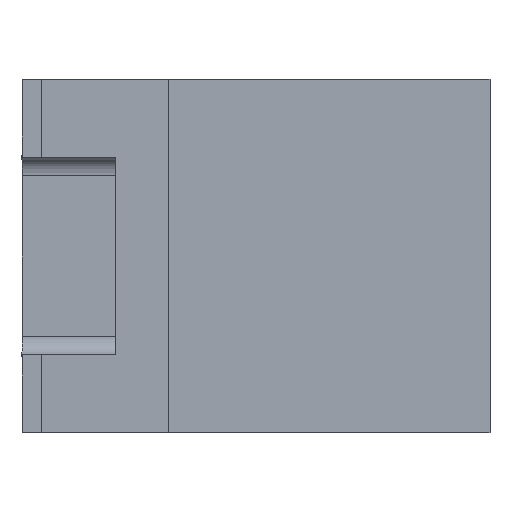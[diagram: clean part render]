
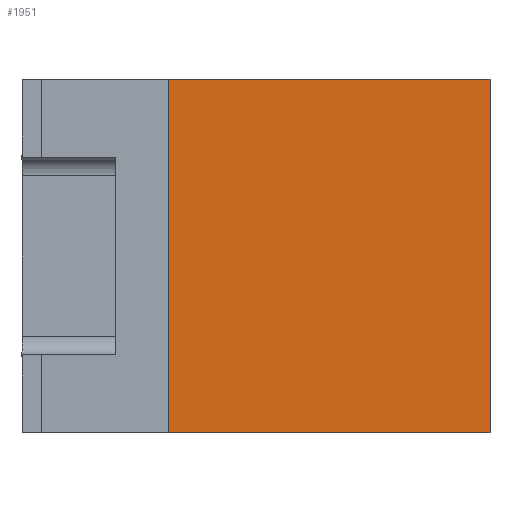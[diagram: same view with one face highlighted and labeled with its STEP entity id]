
A CAD part, front view. The second image highlights one B-rep face of the part: STEP entity #1951.
In plain terms, the highlighted planar face has unit normal (0, -1, 0).
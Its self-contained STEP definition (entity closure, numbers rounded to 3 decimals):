
#113 = VECTOR ( 'NONE', #546, 1000. ) ;
#141 = CARTESIAN_POINT ( 'NONE',  ( 0., 24.377, 28.6 ) ) ;
#190 = CARTESIAN_POINT ( 'NONE',  ( 11.321, 24.377, 0. ) ) ;
#313 = ORIENTED_EDGE ( 'NONE', *, *, #1144, .T. ) ;
#427 = VECTOR ( 'NONE', #2013, 1000. ) ;
#440 = LINE ( 'NONE', #963, #1562 ) ;
#452 = CARTESIAN_POINT ( 'NONE',  ( 11.321, 24.377, 28.6 ) ) ;
#460 = ORIENTED_EDGE ( 'NONE', *, *, #1360, .T. ) ;
#537 = LINE ( 'NONE', #873, #113 ) ;
#546 = DIRECTION ( 'NONE',  ( 0., 0., -1. ) ) ;
#654 = VERTEX_POINT ( 'NONE', #1433 ) ;
#806 = PLANE ( 'NONE',  #1003 ) ;
#873 = CARTESIAN_POINT ( 'NONE',  ( 11.321, 24.377, 28.6 ) ) ;
#963 = CARTESIAN_POINT ( 'NONE',  ( 0., 24.377, 28.6 ) ) ;
#965 = FACE_OUTER_BOUND ( 'NONE', #1336, .T. ) ;
#1003 = AXIS2_PLACEMENT_3D ( 'NONE', #141, #1116, #1260 ) ;
#1059 = EDGE_CURVE ( 'NONE', #1866, #1339, #1079, .T. ) ;
#1079 = LINE ( 'NONE', #1851, #1722 ) ;
#1116 = DIRECTION ( 'NONE',  ( 0., -1., 0. ) ) ;
#1144 = EDGE_CURVE ( 'NONE', #654, #1339, #1439, .T. ) ;
#1158 = VERTEX_POINT ( 'NONE', #452 ) ;
#1260 = DIRECTION ( 'NONE',  ( 0., 0., -1. ) ) ;
#1262 = ORIENTED_EDGE ( 'NONE', *, *, #1059, .F. ) ;
#1336 = EDGE_LOOP ( 'NONE', ( #1262, #1417, #460, #313 ) ) ;
#1339 = VERTEX_POINT ( 'NONE', #1604 ) ;
#1360 = EDGE_CURVE ( 'NONE', #1158, #654, #440, .T. ) ;
#1417 = ORIENTED_EDGE ( 'NONE', *, *, #1635, .F. ) ;
#1433 = CARTESIAN_POINT ( 'NONE',  ( -14.679, 24.377, 28.6 ) ) ;
#1439 = LINE ( 'NONE', #1695, #427 ) ;
#1562 = VECTOR ( 'NONE', #1918, 1000. ) ;
#1604 = CARTESIAN_POINT ( 'NONE',  ( -14.679, 24.377, 0. ) ) ;
#1635 = EDGE_CURVE ( 'NONE', #1158, #1866, #537, .T. ) ;
#1695 = CARTESIAN_POINT ( 'NONE',  ( -14.679, 24.377, 28.6 ) ) ;
#1722 = VECTOR ( 'NONE', #2002, 1000. ) ;
#1851 = CARTESIAN_POINT ( 'NONE',  ( 0., 24.377, 0. ) ) ;
#1866 = VERTEX_POINT ( 'NONE', #190 ) ;
#1918 = DIRECTION ( 'NONE',  ( -1., 0., 0. ) ) ;
#1951 = ADVANCED_FACE ( 'NONE', ( #965 ), #806, .T. ) ;
#2002 = DIRECTION ( 'NONE',  ( -1., 0., 0. ) ) ;
#2013 = DIRECTION ( 'NONE',  ( 0., 0., -1. ) ) ;
